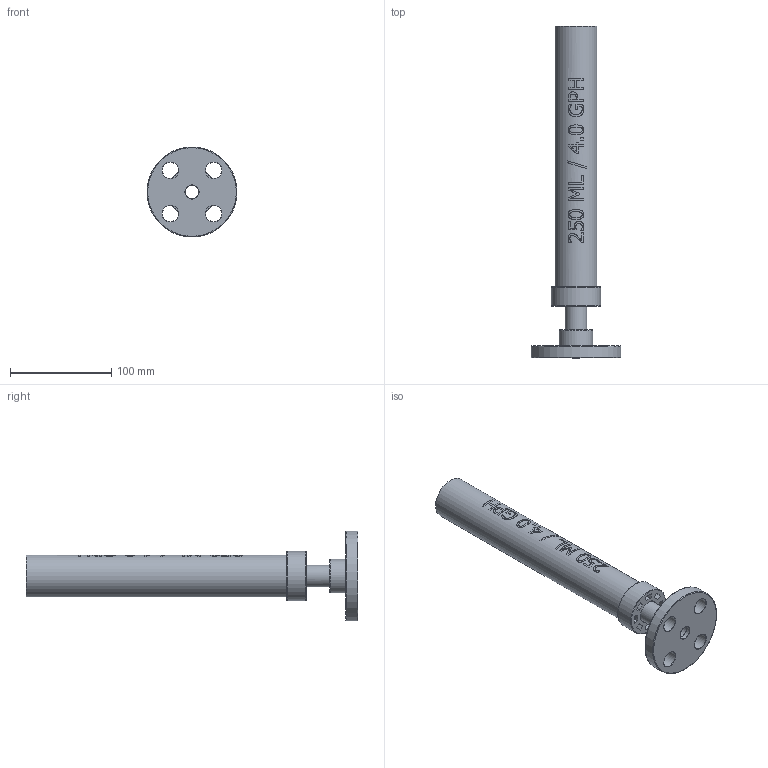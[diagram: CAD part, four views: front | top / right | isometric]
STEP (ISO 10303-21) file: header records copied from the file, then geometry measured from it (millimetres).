
FILE_DESCRIPTION((''),'2;1');
FILE_NAME('PV#1-250-F_R0.ipt.stp','2017-07-11T09:24:30',(''),(''),'Autodesk Inventor 2009','Autodesk Inventor 2009','');
FILE_SCHEMA(('AUTOMOTIVE_DESIGN { 1 0 10303 214 1 1 1 1 }'));
Length unit declared in the file: inch
Products named in the file (1): PV#1-250-F_R0
Bounding box: 88.56 x 327.15 x 88.56 mm (x, y, z)
Volume: 155575.8 mm3; surface area: 101467.7 mm2
Topology: 2 solids, 2 shells, 253 faces, 637 edges, 419 vertices
Faces by surface type: bspline 105, plane 94, cylinder 26, cone 15, torus 13
Full cylindrical faces by diameter (mm): 13.36 x1, 16.002 x4, 33.541 x1, 38.227 x1, 41.275 x1, 48.514 x1, 88.9 x1
Entity records: 38814 total; most frequent: CARTESIAN_POINT 33368, ORIENTED_EDGE 1198, DIRECTION 824, EDGE_CURVE 599, VERTEX_POINT 416, EDGE_LOOP 331, AXIS2_PLACEMENT_3D 300, FACE_OUTER_BOUND 253
